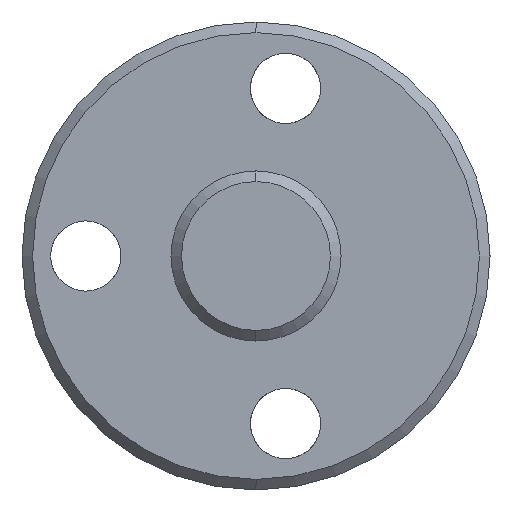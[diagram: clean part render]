
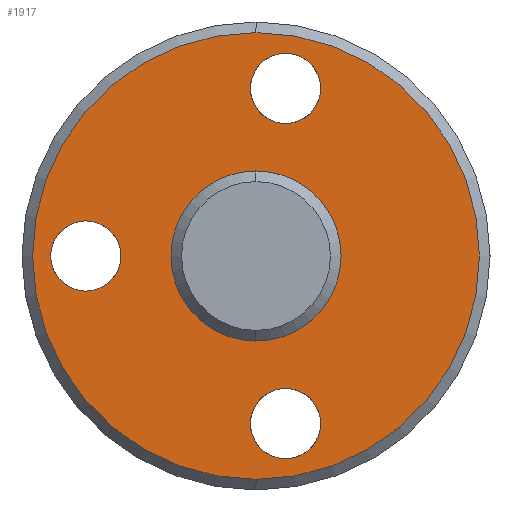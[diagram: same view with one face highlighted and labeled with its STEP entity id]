
A CAD part, left-side view. The second image highlights one B-rep face of the part: STEP entity #1917.
In plain terms, the highlighted planar face has unit normal (-1, 0, 0).
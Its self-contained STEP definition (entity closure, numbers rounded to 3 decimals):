
#45 = VERTEX_POINT ( 'NONE', #1196 ) ;
#73 = CIRCLE ( 'NONE', #1121, 1.65 ) ;
#100 = AXIS2_PLACEMENT_3D ( 'NONE', #254, #1707, #382 ) ;
#102 = DIRECTION ( 'NONE',  ( 0., 0., -1. ) ) ;
#103 = EDGE_CURVE ( 'NONE', #1042, #811, #565, .T. ) ;
#105 = EDGE_CURVE ( 'NONE', #456, #1530, #1621, .T. ) ;
#115 = CARTESIAN_POINT ( 'NONE',  ( -17., 0., 4. ) ) ;
#190 = ORIENTED_EDGE ( 'NONE', *, *, #837, .F. ) ;
#191 = AXIS2_PLACEMENT_3D ( 'NONE', #511, #198, #800 ) ;
#196 = AXIS2_PLACEMENT_3D ( 'NONE', #1673, #367, #1845 ) ;
#198 = DIRECTION ( 'NONE',  ( 1., 0., 0. ) ) ;
#233 = DIRECTION ( 'NONE',  ( 0., 0., 1. ) ) ;
#254 = CARTESIAN_POINT ( 'NONE',  ( -17., -1.389, 7.878 ) ) ;
#268 = CIRCLE ( 'NONE', #543, 1.65 ) ;
#318 = EDGE_CURVE ( 'NONE', #371, #45, #1240, .T. ) ;
#336 = CARTESIAN_POINT ( 'NONE',  ( -17., -1.389, 9.528 ) ) ;
#343 = FACE_BOUND ( 'NONE', #890, .T. ) ;
#346 = CARTESIAN_POINT ( 'NONE',  ( -17., 8., 0. ) ) ;
#350 = DIRECTION ( 'NONE',  ( 0., 0., 1. ) ) ;
#367 = DIRECTION ( 'NONE',  ( -1., 0., 0. ) ) ;
#371 = VERTEX_POINT ( 'NONE', #709 ) ;
#382 = DIRECTION ( 'NONE',  ( 0., 0., 1. ) ) ;
#388 = AXIS2_PLACEMENT_3D ( 'NONE', #432, #1629, #894 ) ;
#396 = AXIS2_PLACEMENT_3D ( 'NONE', #1571, #1391, #102 ) ;
#402 = CARTESIAN_POINT ( 'NONE',  ( -17., -1.389, 6.228 ) ) ;
#409 = DIRECTION ( 'NONE',  ( 0., 0., 1. ) ) ;
#414 = EDGE_LOOP ( 'NONE', ( #725, #553 ) ) ;
#432 = CARTESIAN_POINT ( 'NONE',  ( -17., -1.389, 7.878 ) ) ;
#440 = ORIENTED_EDGE ( 'NONE', *, *, #103, .F. ) ;
#452 = CIRCLE ( 'NONE', #1716, 1.65 ) ;
#456 = VERTEX_POINT ( 'NONE', #1507 ) ;
#480 = PLANE ( 'NONE',  #191 ) ;
#495 = CARTESIAN_POINT ( 'NONE',  ( -17., 8., 0. ) ) ;
#496 = ORIENTED_EDGE ( 'NONE', *, *, #1492, .F. ) ;
#502 = ORIENTED_EDGE ( 'NONE', *, *, #105, .F. ) ;
#511 = CARTESIAN_POINT ( 'NONE',  ( -17., 11., 0. ) ) ;
#525 = VERTEX_POINT ( 'NONE', #1357 ) ;
#543 = AXIS2_PLACEMENT_3D ( 'NONE', #346, #627, #1675 ) ;
#553 = ORIENTED_EDGE ( 'NONE', *, *, #318, .T. ) ;
#556 = DIRECTION ( 'NONE',  ( 0., 0., 1. ) ) ;
#565 = CIRCLE ( 'NONE', #100, 1.65 ) ;
#627 = DIRECTION ( 'NONE',  ( -1., 0., 0. ) ) ;
#701 = EDGE_CURVE ( 'NONE', #525, #1034, #1410, .T. ) ;
#709 = CARTESIAN_POINT ( 'NONE',  ( -17., 0., 10.5 ) ) ;
#725 = ORIENTED_EDGE ( 'NONE', *, *, #1817, .T. ) ;
#800 = DIRECTION ( 'NONE',  ( 0., 0., -1. ) ) ;
#811 = VERTEX_POINT ( 'NONE', #336 ) ;
#837 = EDGE_CURVE ( 'NONE', #1088, #1890, #268, .T. ) ;
#860 = CIRCLE ( 'NONE', #388, 1.65 ) ;
#881 = ORIENTED_EDGE ( 'NONE', *, *, #1444, .F. ) ;
#890 = EDGE_LOOP ( 'NONE', ( #502, #881 ) ) ;
#894 = DIRECTION ( 'NONE',  ( 0., 0., 1. ) ) ;
#951 = CARTESIAN_POINT ( 'NONE',  ( -17., -1.389, -7.878 ) ) ;
#985 = DIRECTION ( 'NONE',  ( -1., 0., 0. ) ) ;
#1009 = CARTESIAN_POINT ( 'NONE',  ( -17., 0., 0. ) ) ;
#1034 = VERTEX_POINT ( 'NONE', #115 ) ;
#1042 = VERTEX_POINT ( 'NONE', #402 ) ;
#1054 = EDGE_CURVE ( 'NONE', #1034, #525, #1569, .T. ) ;
#1076 = DIRECTION ( 'NONE',  ( -1., 0., 0. ) ) ;
#1087 = FACE_OUTER_BOUND ( 'NONE', #414, .T. ) ;
#1088 = VERTEX_POINT ( 'NONE', #1316 ) ;
#1107 = EDGE_LOOP ( 'NONE', ( #190, #496 ) ) ;
#1121 = AXIS2_PLACEMENT_3D ( 'NONE', #951, #1076, #1829 ) ;
#1127 = EDGE_LOOP ( 'NONE', ( #1225, #1282 ) ) ;
#1163 = EDGE_LOOP ( 'NONE', ( #1236, #440 ) ) ;
#1196 = CARTESIAN_POINT ( 'NONE',  ( -17., 0., -10.5 ) ) ;
#1225 = ORIENTED_EDGE ( 'NONE', *, *, #1054, .F. ) ;
#1236 = ORIENTED_EDGE ( 'NONE', *, *, #1385, .F. ) ;
#1240 = CIRCLE ( 'NONE', #396, 10.5 ) ;
#1241 = FACE_BOUND ( 'NONE', #1107, .T. ) ;
#1252 = CARTESIAN_POINT ( 'NONE',  ( -17., 8., -1.65 ) ) ;
#1276 = DIRECTION ( 'NONE',  ( -1., 0., 0. ) ) ;
#1282 = ORIENTED_EDGE ( 'NONE', *, *, #701, .F. ) ;
#1316 = CARTESIAN_POINT ( 'NONE',  ( -17., 8., 1.65 ) ) ;
#1357 = CARTESIAN_POINT ( 'NONE',  ( -17., 0., -4. ) ) ;
#1361 = CIRCLE ( 'NONE', #196, 10.5 ) ;
#1370 = AXIS2_PLACEMENT_3D ( 'NONE', #1009, #1276, #409 ) ;
#1385 = EDGE_CURVE ( 'NONE', #811, #1042, #860, .T. ) ;
#1391 = DIRECTION ( 'NONE',  ( -1., 0., 0. ) ) ;
#1408 = FACE_BOUND ( 'NONE', #1163, .T. ) ;
#1410 = CIRCLE ( 'NONE', #1574, 4. ) ;
#1411 = CARTESIAN_POINT ( 'NONE',  ( -17., -1.389, -7.878 ) ) ;
#1444 = EDGE_CURVE ( 'NONE', #1530, #456, #73, .T. ) ;
#1492 = EDGE_CURVE ( 'NONE', #1890, #1088, #452, .T. ) ;
#1507 = CARTESIAN_POINT ( 'NONE',  ( -17., -1.389, -6.228 ) ) ;
#1530 = VERTEX_POINT ( 'NONE', #1559 ) ;
#1559 = CARTESIAN_POINT ( 'NONE',  ( -17., -1.389, -9.528 ) ) ;
#1564 = CARTESIAN_POINT ( 'NONE',  ( -17., 0., 0. ) ) ;
#1569 = CIRCLE ( 'NONE', #1370, 4. ) ;
#1571 = CARTESIAN_POINT ( 'NONE',  ( -17., 0., 0. ) ) ;
#1574 = AXIS2_PLACEMENT_3D ( 'NONE', #1564, #985, #233 ) ;
#1595 = AXIS2_PLACEMENT_3D ( 'NONE', #1411, #1878, #556 ) ;
#1621 = CIRCLE ( 'NONE', #1595, 1.65 ) ;
#1629 = DIRECTION ( 'NONE',  ( -1., 0., 0. ) ) ;
#1666 = FACE_BOUND ( 'NONE', #1127, .T. ) ;
#1673 = CARTESIAN_POINT ( 'NONE',  ( -17., 0., 0. ) ) ;
#1675 = DIRECTION ( 'NONE',  ( 0., 0., 1. ) ) ;
#1678 = DIRECTION ( 'NONE',  ( -1., 0., 0. ) ) ;
#1707 = DIRECTION ( 'NONE',  ( -1., 0., 0. ) ) ;
#1716 = AXIS2_PLACEMENT_3D ( 'NONE', #495, #1678, #350 ) ;
#1817 = EDGE_CURVE ( 'NONE', #45, #371, #1361, .T. ) ;
#1829 = DIRECTION ( 'NONE',  ( 0., 0., 1. ) ) ;
#1845 = DIRECTION ( 'NONE',  ( 0., 0., -1. ) ) ;
#1878 = DIRECTION ( 'NONE',  ( -1., 0., 0. ) ) ;
#1890 = VERTEX_POINT ( 'NONE', #1252 ) ;
#1917 = ADVANCED_FACE ( 'NONE', ( #343, #1408, #1241, #1087, #1666 ), #480, .F. ) ;
